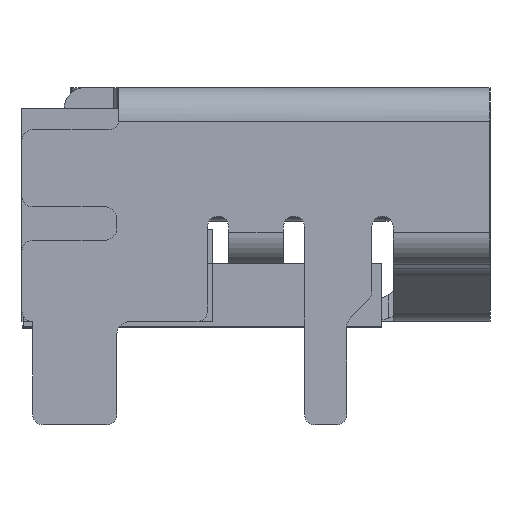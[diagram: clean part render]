
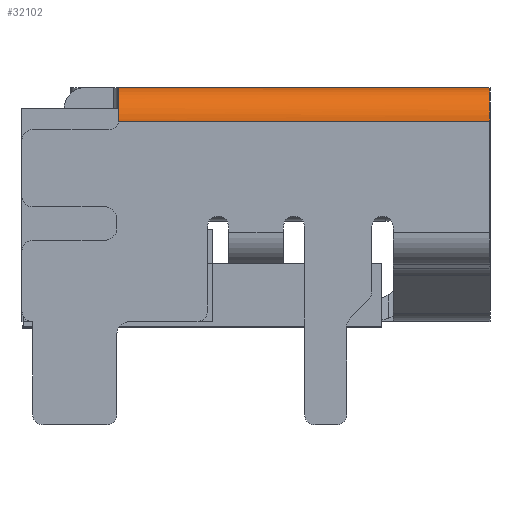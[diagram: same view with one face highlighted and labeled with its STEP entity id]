
A CAD part, left-side view. The second image highlights one B-rep face of the part: STEP entity #32102.
In plain terms, the highlighted cylindrical face has radius 0.8 mm (diameter 1.6 mm), a partial arc.
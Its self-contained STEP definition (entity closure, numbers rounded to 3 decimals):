
#146 = DIRECTION ( 'NONE',  ( 0., 1., 0. ) ) ;
#3178 = CARTESIAN_POINT ( 'NONE',  ( -6.7, 11.1, 1.975 ) ) ;
#3477 = DIRECTION ( 'NONE',  ( 0., 0., -1. ) ) ;
#5131 = VECTOR ( 'NONE', #11896, 1000. ) ;
#5241 = CIRCLE ( 'NONE', #6020, 0.8 ) ;
#6020 = AXIS2_PLACEMENT_3D ( 'NONE', #33453, #146, #41175 ) ;
#9577 = EDGE_CURVE ( 'NONE', #35967, #29335, #32275, .T. ) ;
#10501 = AXIS2_PLACEMENT_3D ( 'NONE', #3178, #28851, #47621 ) ;
#11896 = DIRECTION ( 'NONE',  ( 0., -1., 0. ) ) ;
#12134 = CARTESIAN_POINT ( 'NONE',  ( -7.5, 11.1, 1.975 ) ) ;
#13968 = EDGE_CURVE ( 'NONE', #23014, #46462, #21160, .T. ) ;
#14920 = VERTEX_POINT ( 'NONE', #45533 ) ;
#16781 = ORIENTED_EDGE ( 'NONE', *, *, #48287, .T. ) ;
#21160 = B_SPLINE_CURVE_WITH_KNOTS ( 'NONE', 3,
 ( #26538, #27033, #38396, #37424 ),
 .UNSPECIFIED., .F., .F.,
 ( 4, 4 ),
 ( 0., 0. ),
 .UNSPECIFIED. ) ;
#22207 = ORIENTED_EDGE ( 'NONE', *, *, #13968, .T. ) ;
#22641 = ORIENTED_EDGE ( 'NONE', *, *, #46722, .T. ) ;
#23014 = VERTEX_POINT ( 'NONE', #40578 ) ;
#25716 = DIRECTION ( 'NONE',  ( 0., -1., 0. ) ) ;
#26538 = CARTESIAN_POINT ( 'NONE',  ( -7.498, 8.8, 2.025 ) ) ;
#26701 = CARTESIAN_POINT ( 'NONE',  ( -6.7, 8.8, 2.775 ) ) ;
#27033 = CARTESIAN_POINT ( 'NONE',  ( -7.499, 8.8, 2.008 ) ) ;
#27182 = CARTESIAN_POINT ( 'NONE',  ( -6.7, 0., 2.775 ) ) ;
#28446 = CARTESIAN_POINT ( 'NONE',  ( -7.5, 8.805, 1.975 ) ) ;
#28614 = FACE_OUTER_BOUND ( 'NONE', #34475, .T. ) ;
#28851 = DIRECTION ( 'NONE',  ( 0., -1., 0. ) ) ;
#29335 = VERTEX_POINT ( 'NONE', #27182 ) ;
#31109 = ORIENTED_EDGE ( 'NONE', *, *, #9577, .F. ) ;
#32102 = ADVANCED_FACE ( 'NONE', ( #28614 ), #32544, .T. ) ;
#32275 = LINE ( 'NONE', #35983, #39346 ) ;
#32524 = AXIS2_PLACEMENT_3D ( 'NONE', #44980, #25716, #3477 ) ;
#32544 = CYLINDRICAL_SURFACE ( 'NONE', #10501, 0.8 ) ;
#33453 = CARTESIAN_POINT ( 'NONE',  ( -6.7, 0., 1.975 ) ) ;
#34475 = EDGE_LOOP ( 'NONE', ( #31109, #22641, #22207, #16781, #46215 ) ) ;
#35967 = VERTEX_POINT ( 'NONE', #26701 ) ;
#35983 = CARTESIAN_POINT ( 'NONE',  ( -6.7, 11.1, 2.775 ) ) ;
#36287 = EDGE_CURVE ( 'NONE', #14920, #29335, #5241, .T. ) ;
#37424 = CARTESIAN_POINT ( 'NONE',  ( -7.5, 8.805, 1.975 ) ) ;
#38396 = CARTESIAN_POINT ( 'NONE',  ( -7.5, 8.802, 1.991 ) ) ;
#39346 = VECTOR ( 'NONE', #39734, 1000. ) ;
#39734 = DIRECTION ( 'NONE',  ( 0., -1., 0. ) ) ;
#40578 = CARTESIAN_POINT ( 'NONE',  ( -7.498, 8.8, 2.025 ) ) ;
#41175 = DIRECTION ( 'NONE',  ( 0., 0., 1. ) ) ;
#41238 = CIRCLE ( 'NONE', #32524, 0.8 ) ;
#44980 = CARTESIAN_POINT ( 'NONE',  ( -6.7, 8.8, 1.975 ) ) ;
#45533 = CARTESIAN_POINT ( 'NONE',  ( -7.5, 0., 1.975 ) ) ;
#45970 = LINE ( 'NONE', #12134, #5131 ) ;
#46215 = ORIENTED_EDGE ( 'NONE', *, *, #36287, .T. ) ;
#46462 = VERTEX_POINT ( 'NONE', #28446 ) ;
#46722 = EDGE_CURVE ( 'NONE', #35967, #23014, #41238, .T. ) ;
#47621 = DIRECTION ( 'NONE',  ( 0., 0., -1. ) ) ;
#48287 = EDGE_CURVE ( 'NONE', #46462, #14920, #45970, .T. ) ;
